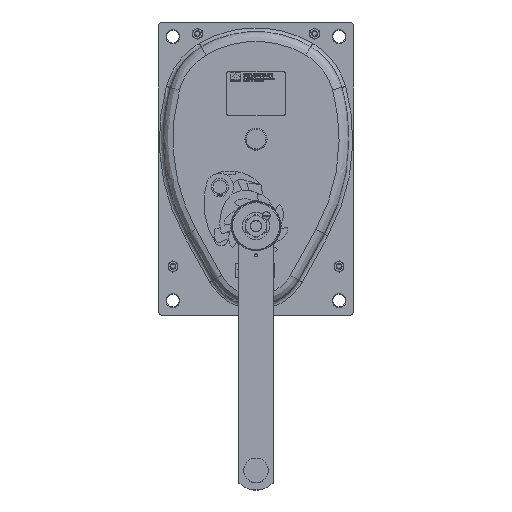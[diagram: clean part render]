
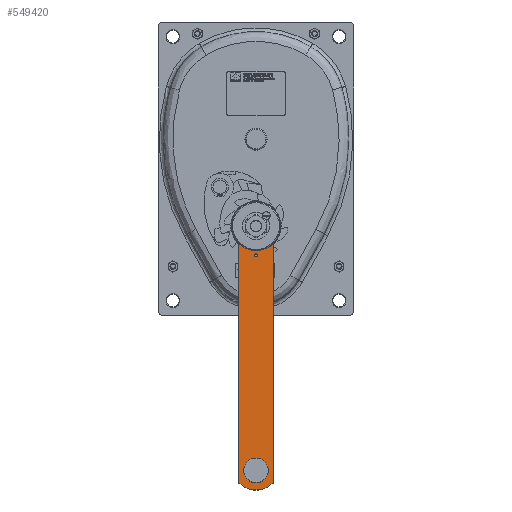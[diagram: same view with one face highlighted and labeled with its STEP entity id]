
A CAD part, top view. The second image highlights one B-rep face of the part: STEP entity #549420.
In plain terms, the highlighted face is planar.
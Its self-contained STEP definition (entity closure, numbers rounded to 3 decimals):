
#548710=CARTESIAN_POINT('',(-10.973,4.808,
-24.181));
#548720=DIRECTION('',(-1.,0.,0.));
#548730=DIRECTION('',(0.,-1.,0.));
#548740=AXIS2_PLACEMENT_3D('',#548710,#548720,#548730);
#548750=PLANE('',#548740);
#548760=CARTESIAN_POINT('',(-10.973,0.,245.)
);
#548770=DIRECTION('',(-1.,0.,0.));
#548780=DIRECTION('',(0.,-1.,0.));
#548790=AXIS2_PLACEMENT_3D('',#548760,#548770,#548780);
#548800=CIRCLE('',#548790,25.);
#548810=CARTESIAN_POINT('',(-10.973,-17.5,262.854));
#548820=VERTEX_POINT('',#548810);
#548830=CARTESIAN_POINT('',(-10.973,17.5,262.854));
#548840=VERTEX_POINT('',#548830);
#548850=EDGE_CURVE('',#548820,#548840,#548800,.T.);
#548860=ORIENTED_EDGE('',*,*,#548850,.F.);
#548870=CARTESIAN_POINT('',(-10.973,17.5,0.));
#548880=DIRECTION('',(0.,0.,-1.));
#548890=VECTOR('',#548880,1.);
#548900=LINE('',#548870,#548890);
#548910=CARTESIAN_POINT('',(-10.973,17.5,17.854));
#548920=VERTEX_POINT('',#548910);
#548930=EDGE_CURVE('',#548840,#548920,#548900,.T.);
#548940=ORIENTED_EDGE('',*,*,#548930,.F.);
#548950=CARTESIAN_POINT('',(-10.973,0.,0.));
#548960=DIRECTION('',(1.,0.,0.));
#548970=DIRECTION('',(-0.,1.,0.));
#548980=AXIS2_PLACEMENT_3D('',#548950,#548960,#548970);
#548990=CIRCLE('',#548980,25.);
#549000=CARTESIAN_POINT('',(-10.973,-17.5,17.854));
#549010=VERTEX_POINT('',#549000);
#549020=EDGE_CURVE('',#548920,#549010,#548990,.T.);
#549030=ORIENTED_EDGE('',*,*,#549020,.F.);
#549040=CARTESIAN_POINT('',(-10.973,-17.5,0.));
#549050=DIRECTION('',(0.,0.,-1.));
#549060=VECTOR('',#549050,1.);
#549070=LINE('',#549040,#549060);
#549080=EDGE_CURVE('',#548820,#549010,#549070,.T.);
#549090=ORIENTED_EDGE('',*,*,#549080,.T.);
#549100=EDGE_LOOP('',(#549090,#549030,#548940,#548860));
#549110=FACE_OUTER_BOUND('',#549100,.T.);
#549120=CARTESIAN_POINT('',(-10.973,0.,250.))
;
#549130=DIRECTION('',(1.,0.,0.));
#549140=DIRECTION('',(0.,0.,1.));
#549150=AXIS2_PLACEMENT_3D('',#549120,#549130,#549140);
#549160=CIRCLE('',#549150,12.5);
#549170=CARTESIAN_POINT('',(-10.973,0.,
262.5));
#549180=VERTEX_POINT('',#549170);
#549190=CARTESIAN_POINT('',(-10.973,0.,
237.5));
#549200=VERTEX_POINT('',#549190);
#549210=EDGE_CURVE('',#549180,#549200,#549160,.T.);
#549220=ORIENTED_EDGE('',*,*,#549210,.F.);
#549230=EDGE_CURVE('',#549200,#549180,#549160,.T.);
#549240=ORIENTED_EDGE('',*,*,#549230,.F.);
#549250=EDGE_LOOP('',(#549240,#549220));
#549260=FACE_BOUND('',#549250,.T.);
#549270=CARTESIAN_POINT('',(-10.973,0.,30.)
);
#549280=DIRECTION('',(1.,0.,0.));
#549290=DIRECTION('',(0.,0.,1.));
#549300=AXIS2_PLACEMENT_3D('',#549270,#549280,#549290);
#549310=CIRCLE('',#549300,1.6);
#549320=CARTESIAN_POINT('',(-10.973,0.,31.6
));
#549330=VERTEX_POINT('',#549320);
#549340=CARTESIAN_POINT('',(-10.973,0.,28.4
));
#549350=VERTEX_POINT('',#549340);
#549360=EDGE_CURVE('',#549330,#549350,#549310,.T.);
#549370=ORIENTED_EDGE('',*,*,#549360,.F.);
#549380=EDGE_CURVE('',#549350,#549330,#549310,.T.);
#549390=ORIENTED_EDGE('',*,*,#549380,.F.);
#549400=EDGE_LOOP('',(#549390,#549370));
#549410=FACE_BOUND('',#549400,.T.);
#549420=ADVANCED_FACE('',(#549110,#549260,#549410),#548750,.F.);
